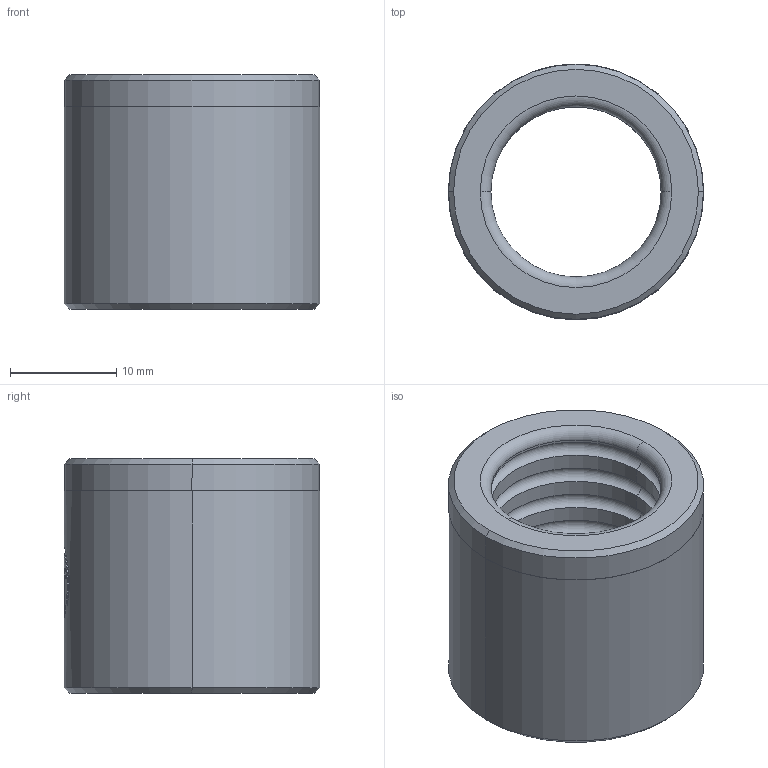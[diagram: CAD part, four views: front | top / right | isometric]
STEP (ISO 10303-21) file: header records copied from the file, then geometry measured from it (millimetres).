
FILE_DESCRIPTION (( 'STEP AP214' ), '1' );
FILE_NAME ('SGBZ-D24-d16-22.step', '2021-07-31T00:50:45', ( 'User' ), ( 'china' ), 'SwSTEP 2.0', 'SolidWorks 2016', '' );
FILE_SCHEMA (( 'AUTOMOTIVE_DESIGN' ));
Length unit declared in the file: millimetre
Products named in the file (1): SGBZ-D24-d16-22
Bounding box: 24 x 24 x 22 mm (x, y, z)
Volume: 5182.9 mm3; surface area: 3494 mm2
Topology: 1 solids, 1 shells, 65 faces, 144 edges, 84 vertices
Faces by surface type: cylinder 32, torus 18, plane 11, cone 4
Entity records: 2070 total; most frequent: CARTESIAN_POINT 598, DIRECTION 322, ORIENTED_EDGE 288, EDGE_CURVE 144, AXIS2_PLACEMENT_3D 136, VERTEX_POINT 84, CIRCLE 70, EDGE_LOOP 70
